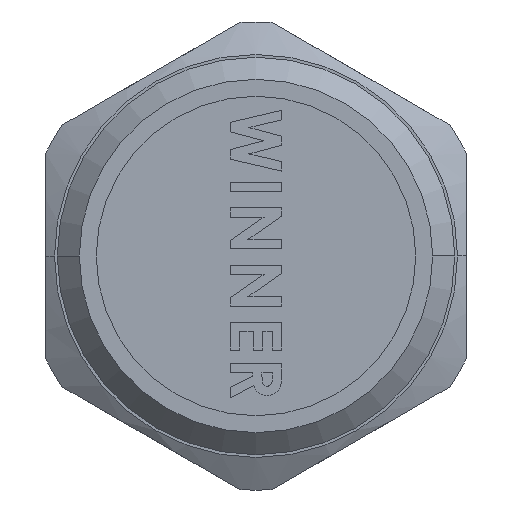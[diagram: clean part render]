
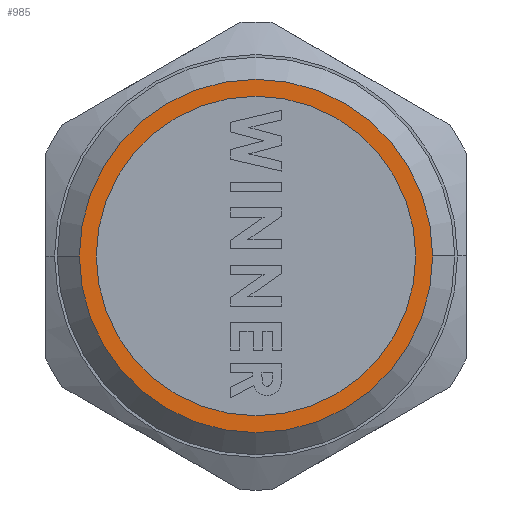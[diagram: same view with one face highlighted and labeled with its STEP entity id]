
A CAD part, left-side view. The second image highlights one B-rep face of the part: STEP entity #985.
In plain terms, the highlighted planar face has unit normal (-1, 0, 0).
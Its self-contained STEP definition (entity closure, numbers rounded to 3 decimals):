
#283 = EDGE_CURVE ( 'NONE', #2806, #8296, #3205, .T. ) ;
#985 = ADVANCED_FACE ( 'NONE', ( #7461, #12267 ), #5672, .T. ) ;
#1125 = CIRCLE ( 'NONE', #6269, 10.85 ) ;
#2344 = VERTEX_POINT ( 'NONE', #9481 ) ;
#2606 = DIRECTION ( 'NONE',  ( -1., 0., 0. ) ) ;
#2730 = DIRECTION ( 'NONE',  ( 0., 0., 1. ) ) ;
#2731 = AXIS2_PLACEMENT_3D ( 'NONE', #12390, #10523, #7563 ) ;
#2806 = VERTEX_POINT ( 'NONE', #10051 ) ;
#2834 = ORIENTED_EDGE ( 'NONE', *, *, #6728, .F. ) ;
#3033 = CARTESIAN_POINT ( 'NONE',  ( -15.55, 12., 0. ) ) ;
#3205 = CIRCLE ( 'NONE', #5728, 10.85 ) ;
#3570 = DIRECTION ( 'NONE',  ( 0., -1., 0. ) ) ;
#4279 = CARTESIAN_POINT ( 'NONE',  ( -15.55, 0., 0. ) ) ;
#4323 = DIRECTION ( 'NONE',  ( 1., 0., 0. ) ) ;
#5301 = CARTESIAN_POINT ( 'NONE',  ( -15.55, 0., 0. ) ) ;
#5450 = CARTESIAN_POINT ( 'NONE',  ( -15.55, 0., 0. ) ) ;
#5485 = CIRCLE ( 'NONE', #11208, 12. ) ;
#5672 = PLANE ( 'NONE',  #2731 ) ;
#5728 = AXIS2_PLACEMENT_3D ( 'NONE', #8487, #2606, #2730 ) ;
#6269 = AXIS2_PLACEMENT_3D ( 'NONE', #5301, #8223, #7159 ) ;
#6480 = VERTEX_POINT ( 'NONE', #3033 ) ;
#6728 = EDGE_CURVE ( 'NONE', #2344, #6480, #10933, .T. ) ;
#6817 = ORIENTED_EDGE ( 'NONE', *, *, #9126, .F. ) ;
#7159 = DIRECTION ( 'NONE',  ( 0., 0., 1. ) ) ;
#7461 = FACE_OUTER_BOUND ( 'NONE', #8841, .T. ) ;
#7563 = DIRECTION ( 'NONE',  ( 0., 1., 0. ) ) ;
#7671 = EDGE_CURVE ( 'NONE', #8296, #2806, #1125, .T. ) ;
#8223 = DIRECTION ( 'NONE',  ( -1., 0., 0. ) ) ;
#8254 = EDGE_LOOP ( 'NONE', ( #12266, #11131 ) ) ;
#8296 = VERTEX_POINT ( 'NONE', #12333 ) ;
#8487 = CARTESIAN_POINT ( 'NONE',  ( -15.55, 0., 0. ) ) ;
#8841 = EDGE_LOOP ( 'NONE', ( #2834, #6817 ) ) ;
#9126 = EDGE_CURVE ( 'NONE', #6480, #2344, #5485, .T. ) ;
#9481 = CARTESIAN_POINT ( 'NONE',  ( -15.55, -12., 0. ) ) ;
#10051 = CARTESIAN_POINT ( 'NONE',  ( -15.55, 0., -10.85 ) ) ;
#10523 = DIRECTION ( 'NONE',  ( -1., 0., 0. ) ) ;
#10933 = CIRCLE ( 'NONE', #11748, 12. ) ;
#11105 = DIRECTION ( 'NONE',  ( 0., -1., 0. ) ) ;
#11131 = ORIENTED_EDGE ( 'NONE', *, *, #283, .F. ) ;
#11208 = AXIS2_PLACEMENT_3D ( 'NONE', #4279, #4323, #11105 ) ;
#11316 = DIRECTION ( 'NONE',  ( 1., 0., 0. ) ) ;
#11748 = AXIS2_PLACEMENT_3D ( 'NONE', #5450, #11316, #3570 ) ;
#12266 = ORIENTED_EDGE ( 'NONE', *, *, #7671, .F. ) ;
#12267 = FACE_BOUND ( 'NONE', #8254, .T. ) ;
#12333 = CARTESIAN_POINT ( 'NONE',  ( -15.55, 0., 10.85 ) ) ;
#12390 = CARTESIAN_POINT ( 'NONE',  ( -15.55, 0., 0. ) ) ;
